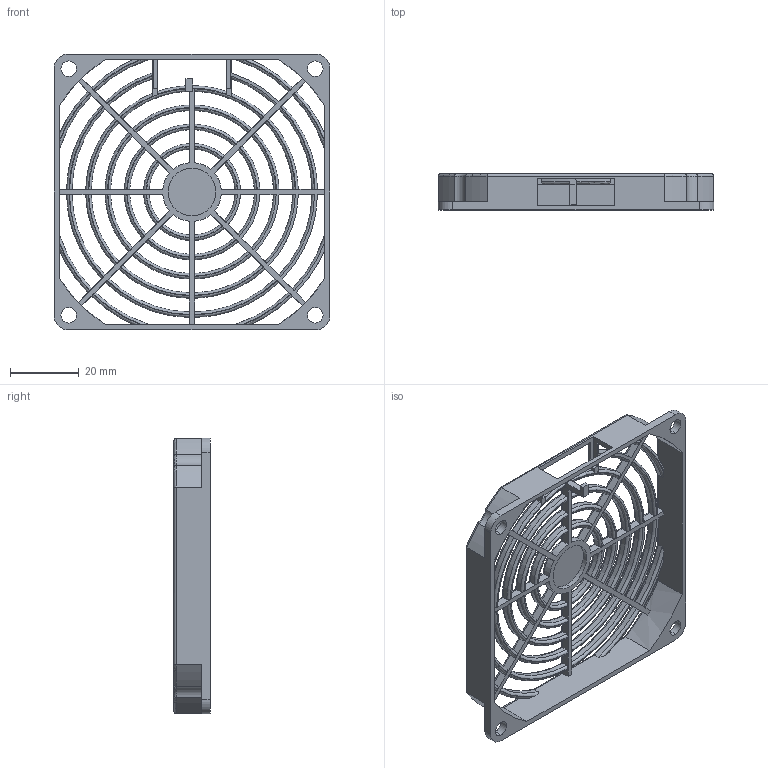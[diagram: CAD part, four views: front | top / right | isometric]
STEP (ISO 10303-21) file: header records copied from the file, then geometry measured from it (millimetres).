
FILE_DESCRIPTION (( 'STEP AP203' ), '1' );
FILE_NAME ('AFM80_guard.stp', '2024-12-10T15:00:41', ( '' ), ( '' ), 'SwSTEP 2.0', 'SolidWorks 2018', '' );
FILE_SCHEMA (( 'CONFIG_CONTROL_DESIGN' ));
Length unit declared in the file: millimetre
Products named in the file (1): AFM80_guard
Bounding box: 80 x 10.5 x 80 mm (x, y, z)
Volume: 9992.8 mm3; surface area: 16208.8 mm2
Topology: 1 solids, 1 shells, 634 faces, 1623 edges, 921 vertices
Faces by surface type: cylinder 263, torus 216, plane 155
Entity records: 27053 total; most frequent: CARTESIAN_POINT 12174, ORIENTED_EDGE 3246, DIRECTION 2944, EDGE_CURVE 1623, AXIS2_PLACEMENT_3D 1137, VERTEX_POINT 921, EDGE_LOOP 688, VECTOR 670
